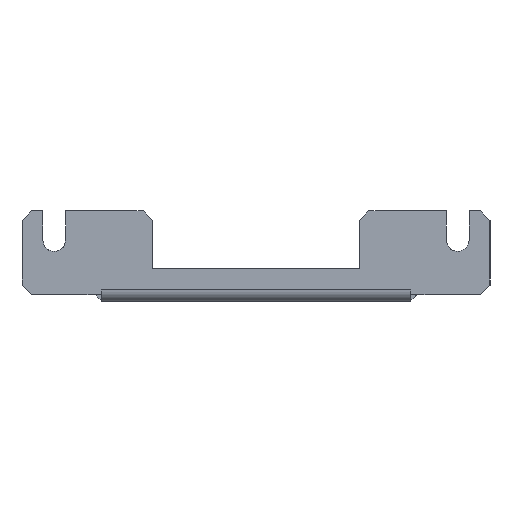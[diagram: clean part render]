
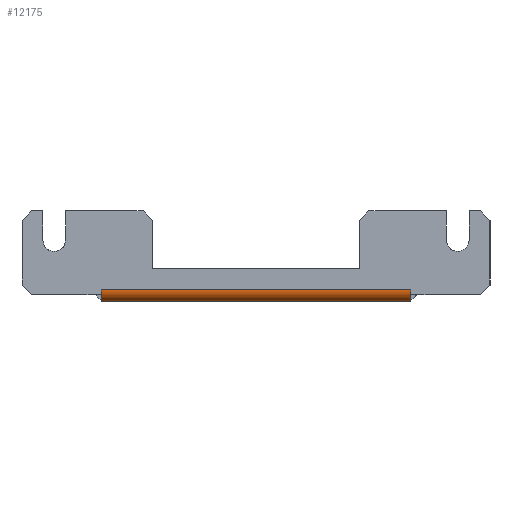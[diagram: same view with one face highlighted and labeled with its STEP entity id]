
A CAD part, left-side view. The second image highlights one B-rep face of the part: STEP entity #12175.
In plain terms, the highlighted cylindrical face has radius 3.5 mm (diameter 7 mm), a partial arc.
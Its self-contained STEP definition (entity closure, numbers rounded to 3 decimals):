
#121=CARTESIAN_POINT('Vertex',(-245.5,48.,0.)) ;
#191=CARTESIAN_POINT('Vertex',(-245.5,-48.,0.)) ;
#194=CARTESIAN_POINT('Line Origine',(-245.5,0.,0.)) ;
#3803=CARTESIAN_POINT('Vertex',(-249.,-48.,3.5)) ;
#3807=CARTESIAN_POINT('Control Point',(-249.,-48.,3.5)) ;
#3808=CARTESIAN_POINT('Control Point',(-249.,-48.,3.169)) ;
#3809=CARTESIAN_POINT('Control Point',(-248.961,-48.,2.838)) ;
#3810=CARTESIAN_POINT('Control Point',(-248.882,-48.,2.512)) ;
#3811=CARTESIAN_POINT('Control Point',(-248.65,-48.,1.887)) ;
#3812=CARTESIAN_POINT('Control Point',(-248.278,-48.,1.333)) ;
#3813=CARTESIAN_POINT('Control Point',(-248.06,-48.,1.079)) ;
#3814=CARTESIAN_POINT('Control Point',(-247.568,-48.,0.628)) ;
#3815=CARTESIAN_POINT('Control Point',(-246.984,-48.,0.304)) ;
#3816=CARTESIAN_POINT('Control Point',(-246.674,-48.,0.177)) ;
#3817=CARTESIAN_POINT('Control Point',(-246.25,-48.,0.061)) ;
#3818=CARTESIAN_POINT('Control Point',(-245.815,-48.,0.012)) ;
#3819=CARTESIAN_POINT('Control Point',(-245.71,-48.,0.004)) ;
#3820=CARTESIAN_POINT('Control Point',(-245.605,-48.,0.)) ;
#3821=CARTESIAN_POINT('Control Point',(-245.5,-48.,0.)) ;
#3875=CARTESIAN_POINT('Control Point',(-249.,48.,3.5)) ;
#3876=CARTESIAN_POINT('Control Point',(-249.,48.,3.169)) ;
#3877=CARTESIAN_POINT('Control Point',(-248.961,48.,2.838)) ;
#3878=CARTESIAN_POINT('Control Point',(-248.882,48.,2.512)) ;
#3879=CARTESIAN_POINT('Control Point',(-248.65,48.,1.887)) ;
#3880=CARTESIAN_POINT('Control Point',(-248.278,48.,1.333)) ;
#3881=CARTESIAN_POINT('Control Point',(-248.06,48.,1.079)) ;
#3882=CARTESIAN_POINT('Control Point',(-247.568,48.,0.628)) ;
#3883=CARTESIAN_POINT('Control Point',(-246.984,48.,0.304)) ;
#3884=CARTESIAN_POINT('Control Point',(-246.674,48.,0.177)) ;
#3885=CARTESIAN_POINT('Control Point',(-246.25,48.,0.061)) ;
#3886=CARTESIAN_POINT('Control Point',(-245.815,48.,0.012)) ;
#3887=CARTESIAN_POINT('Control Point',(-245.71,48.,0.004)) ;
#3888=CARTESIAN_POINT('Control Point',(-245.605,48.,0.)) ;
#3889=CARTESIAN_POINT('Control Point',(-245.5,48.,0.)) ;
#3890=CARTESIAN_POINT('Vertex',(-249.,48.,3.5)) ;
#4672=CARTESIAN_POINT('Line Origine',(-249.,0.,3.5)) ;
#12164=CARTESIAN_POINT('Axis2P3D Location',(-245.5,0.,3.5)) ;
#195=DIRECTION('Vector Direction',(0.,1.,0.)) ;
#4673=DIRECTION('Vector Direction',(0.,-1.,0.)) ;
#12165=DIRECTION('Axis2P3D Direction',(0.,1.,0.)) ;
#12166=DIRECTION('Axis2P3D XDirection',(0.,0.,-1.)) ;
#12167=AXIS2_PLACEMENT_3D('Cylinder Axis2P3D',#12164,#12165,#12166) ;
#12170=ORIENTED_EDGE('',*,*,#198,.F.) ;
#12171=ORIENTED_EDGE('',*,*,#3822,.F.) ;
#12172=ORIENTED_EDGE('',*,*,#4676,.T.) ;
#12173=ORIENTED_EDGE('',*,*,#3892,.T.) ;
#196=VECTOR('Line Direction',#195,1.) ;
#4674=VECTOR('Line Direction',#4673,1.) ;
#12175=ADVANCED_FACE('PartBody',(#12174),#12168,.T.) ;
#3806=B_SPLINE_CURVE_WITH_KNOTS('',5,(#3807,#3808,#3809,#3810,#3811,#3812,#3813,#3814,#3815,#3816,#3817,#3818,#3819,#3820,#3821),.UNSPECIFIED.,.F.,.U.,(6,3,3,3,6),(0.,2.342,4.687,7.031,7.775),.UNSPECIFIED.) ;
#3874=B_SPLINE_CURVE_WITH_KNOTS('',5,(#3875,#3876,#3877,#3878,#3879,#3880,#3881,#3882,#3883,#3884,#3885,#3886,#3887,#3888,#3889),.UNSPECIFIED.,.F.,.U.,(6,3,3,3,6),(0.,2.342,4.687,7.031,7.775),.UNSPECIFIED.) ;
#12168=CYLINDRICAL_SURFACE('generated cylinder',#12167,3.5) ;
#198=EDGE_CURVE('',#192,#122,#197,.T.) ;
#3822=EDGE_CURVE('',#3804,#192,#3806,.T.) ;
#3892=EDGE_CURVE('',#3891,#122,#3874,.T.) ;
#4676=EDGE_CURVE('',#3804,#3891,#4675,.F.) ;
#12169=EDGE_LOOP('',(#12170,#12171,#12172,#12173)) ;
#12174=FACE_OUTER_BOUND('',#12169,.T.) ;
#197=LINE('Line',#194,#196) ;
#4675=LINE('Line',#4672,#4674) ;
#122=VERTEX_POINT('',#121) ;
#192=VERTEX_POINT('',#191) ;
#3804=VERTEX_POINT('',#3803) ;
#3891=VERTEX_POINT('',#3890) ;
